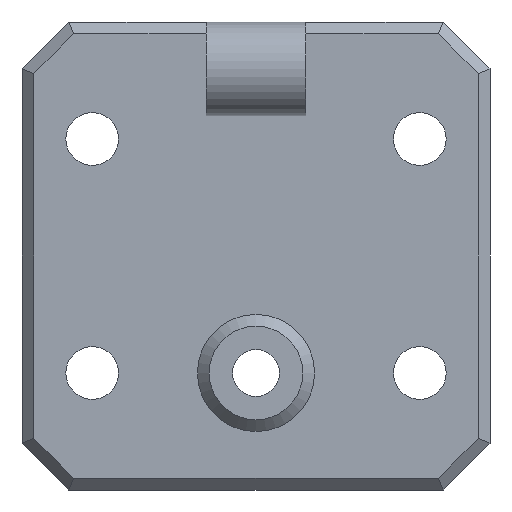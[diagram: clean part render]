
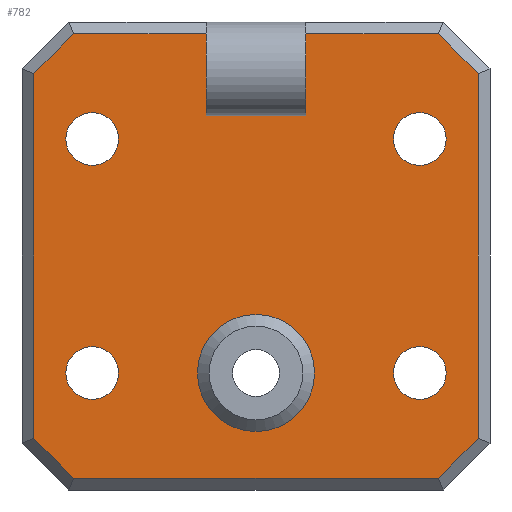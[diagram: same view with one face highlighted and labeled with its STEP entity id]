
A CAD part, front view. The second image highlights one B-rep face of the part: STEP entity #782.
In plain terms, the highlighted planar face has unit normal (0, -1, 0).
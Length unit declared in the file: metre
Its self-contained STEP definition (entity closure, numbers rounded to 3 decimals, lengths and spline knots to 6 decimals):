
#20=CIRCLE('',#850,0.005);
#21=CIRCLE('',#851,0.00225);
#22=CIRCLE('',#852,0.00225);
#23=CIRCLE('',#853,0.00225);
#24=CIRCLE('',#854,0.00225);
#81=ORIENTED_EDGE('',*,*,#292,.T.);
#82=ORIENTED_EDGE('',*,*,#293,.T.);
#83=ORIENTED_EDGE('',*,*,#294,.T.);
#84=ORIENTED_EDGE('',*,*,#295,.T.);
#85=ORIENTED_EDGE('',*,*,#291,.T.);
#86=ORIENTED_EDGE('',*,*,#296,.F.);
#87=ORIENTED_EDGE('',*,*,#297,.T.);
#88=ORIENTED_EDGE('',*,*,#298,.T.);
#89=ORIENTED_EDGE('',*,*,#299,.T.);
#90=ORIENTED_EDGE('',*,*,#300,.T.);
#91=ORIENTED_EDGE('',*,*,#301,.T.);
#92=ORIENTED_EDGE('',*,*,#302,.T.);
#93=ORIENTED_EDGE('',*,*,#303,.T.);
#94=ORIENTED_EDGE('',*,*,#304,.F.);
#95=ORIENTED_EDGE('',*,*,#305,.F.);
#96=ORIENTED_EDGE('',*,*,#306,.T.);
#97=ORIENTED_EDGE('',*,*,#307,.T.);
#291=EDGE_CURVE('',#391,#394,#459,.T.);
#292=EDGE_CURVE('',#395,#395,#20,.F.);
#293=EDGE_CURVE('',#396,#397,#460,.T.);
#294=EDGE_CURVE('',#397,#398,#461,.T.);
#295=EDGE_CURVE('',#398,#391,#462,.T.);
#296=EDGE_CURVE('',#399,#394,#463,.T.);
#297=EDGE_CURVE('',#399,#400,#464,.T.);
#298=EDGE_CURVE('',#400,#401,#465,.T.);
#299=EDGE_CURVE('',#401,#402,#466,.T.);
#300=EDGE_CURVE('',#402,#403,#467,.T.);
#301=EDGE_CURVE('',#403,#404,#468,.T.);
#302=EDGE_CURVE('',#404,#405,#469,.T.);
#303=EDGE_CURVE('',#405,#396,#470,.T.);
#304=EDGE_CURVE('',#406,#406,#21,.T.);
#305=EDGE_CURVE('',#407,#407,#22,.T.);
#306=EDGE_CURVE('',#408,#408,#23,.F.);
#307=EDGE_CURVE('',#409,#409,#24,.F.);
#391=VERTEX_POINT('',#1202);
#394=VERTEX_POINT('',#1207);
#395=VERTEX_POINT('',#1211);
#396=VERTEX_POINT('',#1213);
#397=VERTEX_POINT('',#1214);
#398=VERTEX_POINT('',#1216);
#399=VERTEX_POINT('',#1219);
#400=VERTEX_POINT('',#1221);
#401=VERTEX_POINT('',#1223);
#402=VERTEX_POINT('',#1225);
#403=VERTEX_POINT('',#1227);
#404=VERTEX_POINT('',#1229);
#405=VERTEX_POINT('',#1231);
#406=VERTEX_POINT('',#1234);
#407=VERTEX_POINT('',#1236);
#408=VERTEX_POINT('',#1238);
#409=VERTEX_POINT('',#1240);
#459=LINE('',#1208,#548);
#460=LINE('',#1212,#549);
#461=LINE('',#1215,#550);
#462=LINE('',#1217,#551);
#463=LINE('',#1218,#552);
#464=LINE('',#1220,#553);
#465=LINE('',#1222,#554);
#466=LINE('',#1224,#555);
#467=LINE('',#1226,#556);
#468=LINE('',#1228,#557);
#469=LINE('',#1230,#558);
#470=LINE('',#1232,#559);
#548=VECTOR('',#964,1.);
#549=VECTOR('',#969,1.);
#550=VECTOR('',#970,1.);
#551=VECTOR('',#971,1.);
#552=VECTOR('',#972,1.);
#553=VECTOR('',#973,1.);
#554=VECTOR('',#974,1.);
#555=VECTOR('',#975,1.);
#556=VECTOR('',#976,1.);
#557=VECTOR('',#977,1.);
#558=VECTOR('',#978,1.);
#559=VECTOR('',#979,1.);
#615=EDGE_LOOP('',(#81));
#616=EDGE_LOOP('',(#82,#83,#84,#85,#86,#87,#88,#89,#90,#91,#92,#93));
#617=EDGE_LOOP('',(#94));
#618=EDGE_LOOP('',(#95));
#619=EDGE_LOOP('',(#96));
#620=EDGE_LOOP('',(#97));
#682=FACE_BOUND('',#615,.T.);
#683=FACE_BOUND('',#616,.T.);
#684=FACE_BOUND('',#617,.T.);
#685=FACE_BOUND('',#618,.T.);
#686=FACE_BOUND('',#619,.T.);
#687=FACE_BOUND('',#620,.T.);
#742=PLANE('',#849);
#782=ADVANCED_FACE('',(#682,#683,#684,#685,#686,#687),#742,.T.);
#849=AXIS2_PLACEMENT_3D('',#1209,#965,#966);
#850=AXIS2_PLACEMENT_3D('',#1210,#967,#968);
#851=AXIS2_PLACEMENT_3D('',#1233,#980,#981);
#852=AXIS2_PLACEMENT_3D('',#1235,#982,#983);
#853=AXIS2_PLACEMENT_3D('',#1237,#984,#985);
#854=AXIS2_PLACEMENT_3D('',#1239,#986,#987);
#964=DIRECTION('',(-1.,0.,0.));
#965=DIRECTION('',(0.,-1.,0.));
#966=DIRECTION('',(0.,0.,-1.));
#967=DIRECTION('',(0.,-1.,0.));
#968=DIRECTION('',(0.,0.,-1.));
#969=DIRECTION('',(-0.707,0.,0.707));
#970=DIRECTION('',(-1.,0.,0.));
#971=DIRECTION('',(0.,0.,-1.));
#972=DIRECTION('',(0.,0.,-1.));
#973=DIRECTION('',(-1.,0.,0.));
#974=DIRECTION('',(-0.707,0.,-0.707));
#975=DIRECTION('',(0.,0.,-1.));
#976=DIRECTION('',(0.707,0.,-0.707));
#977=DIRECTION('',(1.,0.,0.));
#978=DIRECTION('',(0.707,0.,0.707));
#979=DIRECTION('',(0.,0.,1.));
#980=DIRECTION('',(0.,-1.,0.));
#981=DIRECTION('',(0.,0.,-1.));
#982=DIRECTION('',(0.,-1.,0.));
#983=DIRECTION('',(0.,0.,-1.));
#984=DIRECTION('',(0.,-1.,0.));
#985=DIRECTION('',(0.,0.,-1.));
#986=DIRECTION('',(0.,-1.,0.));
#987=DIRECTION('',(0.,0.,-1.));
#1202=CARTESIAN_POINT('',(0.00425,-0.004,-0.012));
#1207=CARTESIAN_POINT('',(-0.00425,-0.004,-0.012));
#1208=CARTESIAN_POINT('',(0.00425,-0.004,-0.012));
#1209=CARTESIAN_POINT('',(0.00425,-0.004,-0.028));
#1210=CARTESIAN_POINT('',(0.,-0.004,-0.034));
#1211=CARTESIAN_POINT('',(0.,-0.004,-0.039));
#1212=CARTESIAN_POINT('',(0.021418,-0.004,-0.010832));
#1213=CARTESIAN_POINT('',(0.019,-0.004,-0.008414));
#1214=CARTESIAN_POINT('',(0.015586,-0.004,-0.005));
#1215=CARTESIAN_POINT('',(0.00425,-0.004,-0.005));
#1216=CARTESIAN_POINT('',(0.00425,-0.004,-0.005));
#1217=CARTESIAN_POINT('',(0.00425,-0.004,-0.024));
#1218=CARTESIAN_POINT('',(-0.00425,-0.004,-0.024));
#1219=CARTESIAN_POINT('',(-0.00425,-0.004,-0.005));
#1220=CARTESIAN_POINT('',(0.00425,-0.004,-0.005));
#1221=CARTESIAN_POINT('',(-0.015586,-0.004,-0.005));
#1222=CARTESIAN_POINT('',(-0.017168,-0.004,-0.006582));
#1223=CARTESIAN_POINT('',(-0.019,-0.004,-0.008414));
#1224=CARTESIAN_POINT('',(-0.019,-0.004,-0.04));
#1225=CARTESIAN_POINT('',(-0.019,-0.004,-0.039586));
#1226=CARTESIAN_POINT('',(-0.013168,-0.004,-0.045418));
#1227=CARTESIAN_POINT('',(-0.015586,-0.004,-0.043));
#1228=CARTESIAN_POINT('',(0.00425,-0.004,-0.043));
#1229=CARTESIAN_POINT('',(0.015586,-0.004,-0.043));
#1230=CARTESIAN_POINT('',(0.017418,-0.004,-0.041168));
#1231=CARTESIAN_POINT('',(0.019,-0.004,-0.039586));
#1232=CARTESIAN_POINT('',(0.019,-0.004,-0.028));
#1233=CARTESIAN_POINT('',(-0.014,-0.004,-0.014));
#1234=CARTESIAN_POINT('',(-0.014,-0.004,-0.01625));
#1235=CARTESIAN_POINT('',(-0.014,-0.004,-0.034));
#1236=CARTESIAN_POINT('',(-0.014,-0.004,-0.03625));
#1237=CARTESIAN_POINT('',(0.014,-0.004,-0.034));
#1238=CARTESIAN_POINT('',(0.014,-0.004,-0.03625));
#1239=CARTESIAN_POINT('',(0.014,-0.004,-0.014));
#1240=CARTESIAN_POINT('',(0.014,-0.004,-0.01625));
